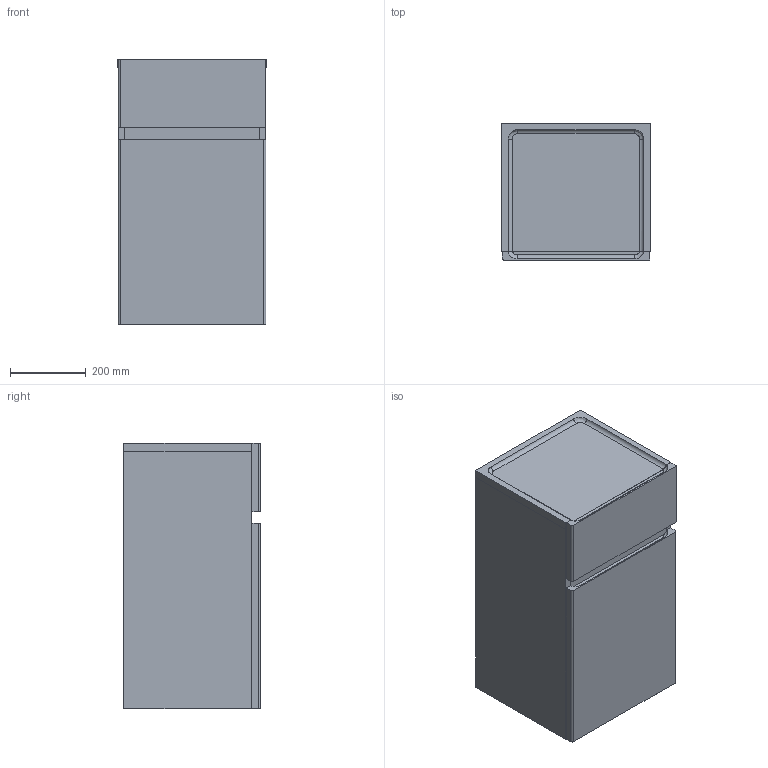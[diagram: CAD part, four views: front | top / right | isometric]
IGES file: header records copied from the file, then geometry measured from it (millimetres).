
Global section: file name: 501921; native system: Autodesk Inventor 2018; preprocessor: unknown; author: JANAN; date: 20210205.103325; units: millimetre
Bounding box: 391 x 360 x 700 mm (x, y, z)
Volume: 22822085.7 mm3; surface area: 3427420.6 mm2
Topology: 11 solids, 11 shells, 99 faces, 229 edges, 152 vertices
Faces by surface type: bspline 99
